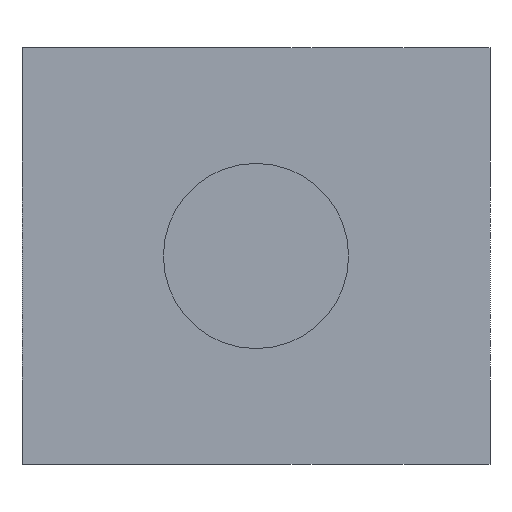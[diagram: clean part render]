
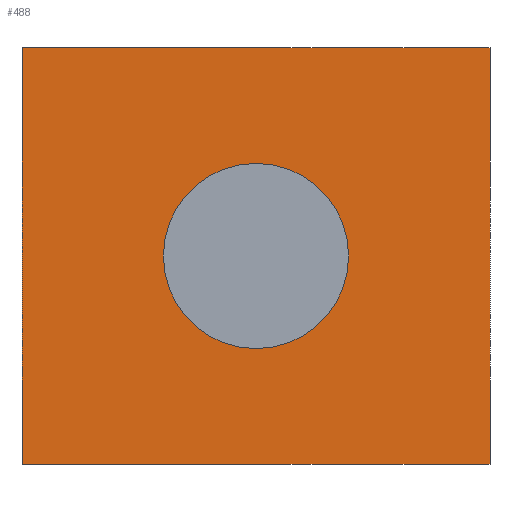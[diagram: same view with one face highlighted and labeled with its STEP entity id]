
A CAD part, left-side view. The second image highlights one B-rep face of the part: STEP entity #488.
In plain terms, the highlighted planar face has unit normal (-1, 0, 0).
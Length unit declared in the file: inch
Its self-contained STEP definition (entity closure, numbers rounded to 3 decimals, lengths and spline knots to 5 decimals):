
#5 = DIRECTION ( 'NONE',  ( 0., 0., 1. ) ) ;
#14 = EDGE_CURVE ( 'NONE', #457, #471, #133, .T. ) ;
#20 = VECTOR ( 'NONE', #57, 39.37008 ) ;
#30 = CARTESIAN_POINT ( 'NONE',  ( 0., -0.225, 0. ) ) ;
#32 = ORIENTED_EDGE ( 'NONE', *, *, #432, .F. ) ;
#49 = CARTESIAN_POINT ( 'NONE',  ( 0., -0.1125, 0.1 ) ) ;
#57 = DIRECTION ( 'NONE',  ( 0., 0., -1. ) ) ;
#65 = VERTEX_POINT ( 'NONE', #123 ) ;
#82 = VECTOR ( 'NONE', #424, 39.37008 ) ;
#88 = CARTESIAN_POINT ( 'NONE',  ( 0., -0.1125, 0.1445 ) ) ;
#95 = EDGE_LOOP ( 'NONE', ( #120, #425 ) ) ;
#108 = EDGE_CURVE ( 'NONE', #218, #499, #272, .T. ) ;
#120 = ORIENTED_EDGE ( 'NONE', *, *, #135, .F. ) ;
#121 = CARTESIAN_POINT ( 'NONE',  ( 0., -0.225, 0.2 ) ) ;
#123 = CARTESIAN_POINT ( 'NONE',  ( 0., 0., 0. ) ) ;
#133 = LINE ( 'NONE', #442, #398 ) ;
#135 = EDGE_CURVE ( 'NONE', #499, #218, #198, .T. ) ;
#153 = DIRECTION ( 'NONE',  ( 0., -1., 0. ) ) ;
#164 = DIRECTION ( 'NONE',  ( 1., 0., 0. ) ) ;
#169 = DIRECTION ( 'NONE',  ( -1., 0., 0. ) ) ;
#186 = LINE ( 'NONE', #500, #347 ) ;
#198 = CIRCLE ( 'NONE', #239, 0.0445 ) ;
#218 = VERTEX_POINT ( 'NONE', #376 ) ;
#223 = VERTEX_POINT ( 'NONE', #449 ) ;
#232 = ORIENTED_EDGE ( 'NONE', *, *, #254, .T. ) ;
#239 = AXIS2_PLACEMENT_3D ( 'NONE', #337, #299, #494 ) ;
#242 = PLANE ( 'NONE',  #296 ) ;
#254 = EDGE_CURVE ( 'NONE', #223, #65, #454, .T. ) ;
#255 = CARTESIAN_POINT ( 'NONE',  ( 0., 0., 0.2 ) ) ;
#267 = CARTESIAN_POINT ( 'NONE',  ( 0., -0.225, 0.2 ) ) ;
#272 = CIRCLE ( 'NONE', #472, 0.0445 ) ;
#296 = AXIS2_PLACEMENT_3D ( 'NONE', #121, #164, #397 ) ;
#299 = DIRECTION ( 'NONE',  ( -1., 0., 0. ) ) ;
#337 = CARTESIAN_POINT ( 'NONE',  ( 0., -0.1125, 0.1 ) ) ;
#342 = EDGE_CURVE ( 'NONE', #65, #471, #359, .T. ) ;
#347 = VECTOR ( 'NONE', #153, 39.37008 ) ;
#355 = CARTESIAN_POINT ( 'NONE',  ( 0., -0.225, 0. ) ) ;
#359 = LINE ( 'NONE', #30, #82 ) ;
#371 = DIRECTION ( 'NONE',  ( 0., 0., -1. ) ) ;
#376 = CARTESIAN_POINT ( 'NONE',  ( 0., -0.1125, 0.0555 ) ) ;
#394 = EDGE_LOOP ( 'NONE', ( #410, #417, #32, #232 ) ) ;
#397 = DIRECTION ( 'NONE',  ( 0., 0., -1. ) ) ;
#398 = VECTOR ( 'NONE', #371, 39.37008 ) ;
#400 = FACE_OUTER_BOUND ( 'NONE', #394, .T. ) ;
#410 = ORIENTED_EDGE ( 'NONE', *, *, #342, .T. ) ;
#417 = ORIENTED_EDGE ( 'NONE', *, *, #14, .F. ) ;
#424 = DIRECTION ( 'NONE',  ( 0., -1., 0. ) ) ;
#425 = ORIENTED_EDGE ( 'NONE', *, *, #108, .F. ) ;
#432 = EDGE_CURVE ( 'NONE', #223, #457, #186, .T. ) ;
#442 = CARTESIAN_POINT ( 'NONE',  ( 0., -0.225, 0.2 ) ) ;
#449 = CARTESIAN_POINT ( 'NONE',  ( 0., 0., 0.2 ) ) ;
#454 = LINE ( 'NONE', #255, #20 ) ;
#457 = VERTEX_POINT ( 'NONE', #267 ) ;
#471 = VERTEX_POINT ( 'NONE', #355 ) ;
#472 = AXIS2_PLACEMENT_3D ( 'NONE', #49, #169, #5 ) ;
#474 = FACE_BOUND ( 'NONE', #95, .T. ) ;
#488 = ADVANCED_FACE ( 'NONE', ( #474, #400 ), #242, .F. ) ;
#494 = DIRECTION ( 'NONE',  ( 0., 0., 1. ) ) ;
#499 = VERTEX_POINT ( 'NONE', #88 ) ;
#500 = CARTESIAN_POINT ( 'NONE',  ( 0., -0.225, 0.2 ) ) ;
